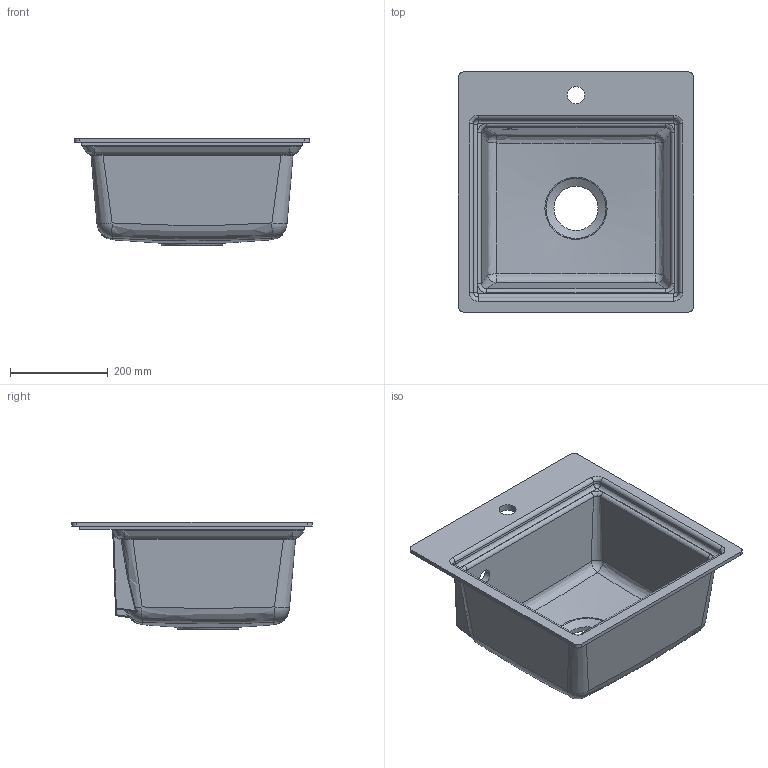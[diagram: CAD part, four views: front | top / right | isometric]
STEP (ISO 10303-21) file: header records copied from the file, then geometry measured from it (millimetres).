
FILE_DESCRIPTION(/* description */ (''),/* implementation_level */ '2;1');
FILE_NAME(/* name */ '33550F_33551F_33552F.stp',/* time_stamp */ '2022-09-08T09:09:41+02:00',/* author */ (''),/* organization */ (''),/* preprocessor_version */ 'ST-DEVELOPER v18.1',/* originating_system */ 'SIEMENS PLM Software NX 1973',/* authorisation */ '');
FILE_SCHEMA (('AUTOMOTIVE_DESIGN { 1 0 10303 214 3 1 1 1 }'));
Length unit declared in the file: millimetre
Products named in the file (1): rupp36F0D567vgkc
Bounding box: 480.12 x 490.12 x 220 mm (x, y, z)
Volume: 6390524.1 mm3; surface area: 957233.3 mm2
Topology: 1 solids, 1 shells, 268 faces, 645 edges, 357 vertices
Faces by surface type: bspline 157, cylinder 45, plane 44, sphere 16, torus 3, cone 3
Full cylindrical faces by diameter (mm): 30 x1, 35 x1, 90 x1
Entity records: 28455 total; most frequent: CARTESIAN_POINT 23517, ORIENTED_EDGE 1216, DIRECTION 729, EDGE_CURVE 608, VERTEX_POINT 353, AXIS2_PLACEMENT_3D 311, B_SPLINE_CURVE_WITH_KNOTS 302, EDGE_LOOP 285
